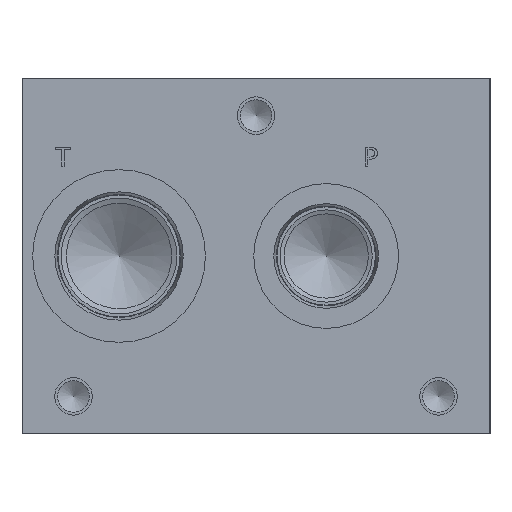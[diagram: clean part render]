
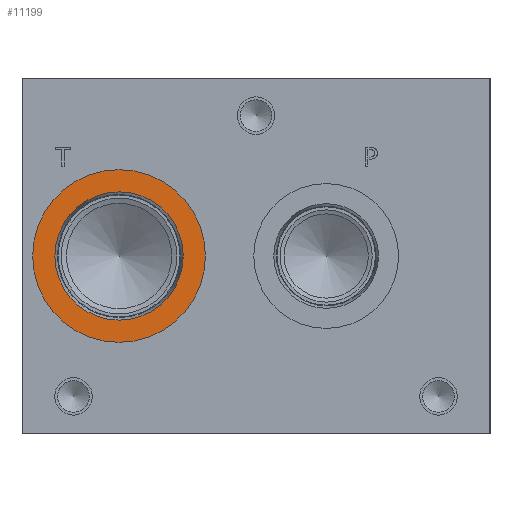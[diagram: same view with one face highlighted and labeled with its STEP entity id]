
A CAD part, left-side view. The second image highlights one B-rep face of the part: STEP entity #11199.
In plain terms, the highlighted planar face has unit normal (-1, 0, 0).
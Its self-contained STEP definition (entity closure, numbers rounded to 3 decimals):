
#247=CIRCLE('',#11794,29.286);
#248=CIRCLE('',#11795,29.286);
#249=CIRCLE('',#11797,21.755);
#250=CIRCLE('',#11798,21.755);
#474=FACE_BOUND('',#1963,.T.);
#1316=FACE_OUTER_BOUND('',#1962,.T.);
#1962=EDGE_LOOP('',(#9429,#9430));
#1963=EDGE_LOOP('',(#9431,#9432));
#5112=VERTEX_POINT('',#18733);
#5113=VERTEX_POINT('',#18735);
#5114=VERTEX_POINT('',#18739);
#5115=VERTEX_POINT('',#18740);
#6606=EDGE_CURVE('',#5112,#5113,#247,.T.);
#6607=EDGE_CURVE('',#5113,#5112,#248,.T.);
#6608=EDGE_CURVE('',#5114,#5115,#249,.T.);
#6609=EDGE_CURVE('',#5115,#5114,#250,.T.);
#9429=ORIENTED_EDGE('',*,*,#6607,.F.);
#9430=ORIENTED_EDGE('',*,*,#6606,.F.);
#9431=ORIENTED_EDGE('',*,*,#6608,.T.);
#9432=ORIENTED_EDGE('',*,*,#6609,.T.);
#10286=PLANE('',#11796);
#11199=ADVANCED_FACE('',(#1316,#474),#10286,.F.);
#11794=AXIS2_PLACEMENT_3D('',#18736,#13995,#13996);
#11795=AXIS2_PLACEMENT_3D('',#18737,#13997,#13998);
#11796=AXIS2_PLACEMENT_3D('',#18738,#13999,#14000);
#11797=AXIS2_PLACEMENT_3D('',#18741,#14001,#14002);
#11798=AXIS2_PLACEMENT_3D('',#18742,#14003,#14004);
#13995=DIRECTION('center_axis',(1.,0.,0.));
#13996=DIRECTION('ref_axis',(0.,0.,-1.));
#13997=DIRECTION('center_axis',(1.,0.,0.));
#13998=DIRECTION('ref_axis',(0.,0.,-1.));
#13999=DIRECTION('center_axis',(1.,0.,0.));
#14000=DIRECTION('ref_axis',(0.,0.,-1.));
#14001=DIRECTION('center_axis',(1.,0.,0.));
#14002=DIRECTION('ref_axis',(0.,0.,-1.));
#14003=DIRECTION('center_axis',(1.,0.,0.));
#14004=DIRECTION('ref_axis',(0.,0.,-1.));
#18733=CARTESIAN_POINT('',(0.787,125.832,31.039));
#18735=CARTESIAN_POINT('',(0.787,125.832,89.611));
#18736=CARTESIAN_POINT('Origin',(0.787,125.832,60.325));
#18737=CARTESIAN_POINT('Origin',(0.787,125.832,60.325));
#18738=CARTESIAN_POINT('Origin',(0.787,125.832,82.08));
#18739=CARTESIAN_POINT('',(0.787,125.832,82.08));
#18740=CARTESIAN_POINT('',(0.787,125.832,38.57));
#18741=CARTESIAN_POINT('Origin',(0.787,125.832,60.325));
#18742=CARTESIAN_POINT('Origin',(0.787,125.832,60.325));
